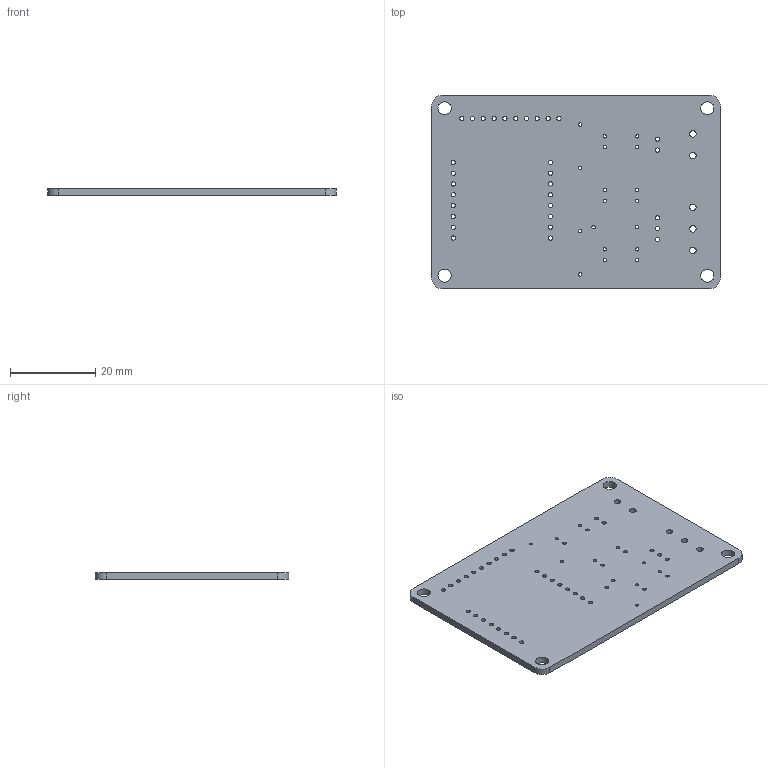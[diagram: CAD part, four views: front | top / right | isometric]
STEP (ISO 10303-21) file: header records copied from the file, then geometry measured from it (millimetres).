
FILE_DESCRIPTION(('KiCad electronic assembly'),'2;1');
FILE_NAME('PCB.step','2024-11-08T18:05:30',('Pcbnew'),('Kicad'), 'Open CASCADE STEP processor 7.8','KiCad to STEP converter','Unknown' );
FILE_SCHEMA(('AUTOMOTIVE_DESIGN { 1 0 10303 214 1 1 1 1 }'));
Length unit declared in the file: millimetre
Products named in the file (2): PCB 1; PCB_PCB
Assembly tree (1 placements, depth 2):
  PCB 1
    PCB_PCB
Bounding box: 67.9 x 45.48 x 1.6 mm (x, y, z)
Volume: 4816.4 mm3; surface area: 6704.9 mm2
Topology: 1 solids, 1 shells, 68 faces, 198 edges, 132 vertices
Faces by surface type: cylinder 62, plane 6
Full cylindrical faces by diameter (mm): 0.8 x18, 1 x31, 1.52 x5, 3.09 x4
Entity records: 2595 total; most frequent: DIRECTION 462, CARTESIAN_POINT 400, ORIENTED_EDGE 396, EDGE_CURVE 198, AXIS2_PLACEMENT_3D 194, FACE_BOUND 184, EDGE_LOOP 184, VERTEX_POINT 132
